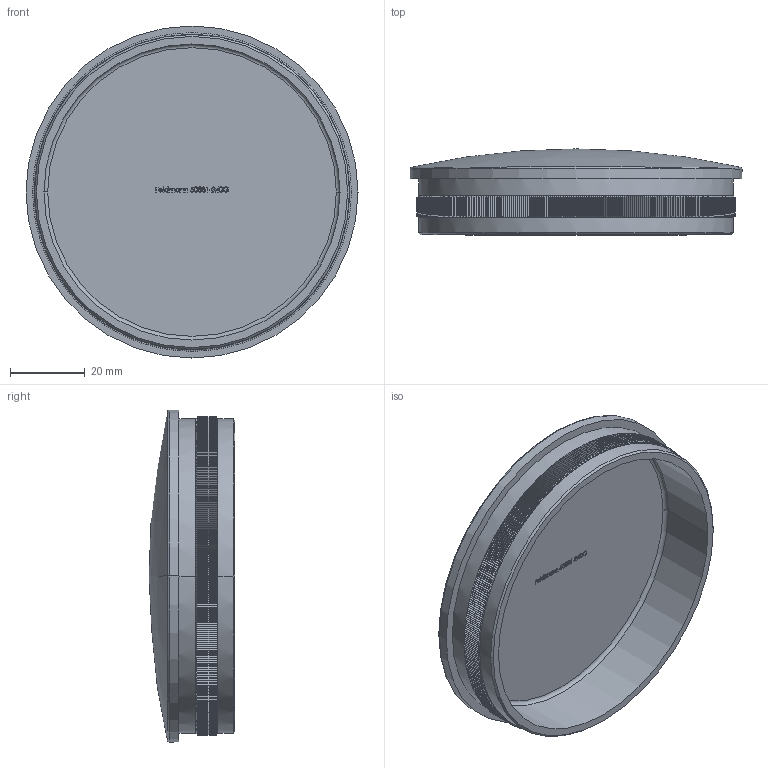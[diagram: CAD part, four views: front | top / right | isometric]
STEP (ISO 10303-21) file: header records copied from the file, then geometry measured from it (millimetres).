
FILE_DESCRIPTION (( 'STEP AP203' ), '1' );
FILE_NAME ('50881-240G.STEP', '2019-05-07T15:00:04', ( '' ), ( '' ), 'SwSTEP 2.0', 'SolidWorks 2015', '' );
FILE_SCHEMA (( 'CONFIG_CONTROL_DESIGN' ));
Length unit declared in the file: millimetre
Products named in the file (1): 50881-240G
Bounding box: 88.9 x 23 x 88.9 mm (x, y, z)
Volume: 39281.7 mm3; surface area: 22450.4 mm2
Topology: 1 solids, 1 shells, 2563 faces, 5742 edges, 3211 vertices
Faces by surface type: plane 1044, cone 922, cylinder 468, bspline 123, torus 4, sphere 2
Entity records: 78047 total; most frequent: CARTESIAN_POINT 24976, ORIENTED_EDGE 11484, DIRECTION 10402, EDGE_CURVE 5742, AXIS2_PLACEMENT_3D 4305, VERTEX_POINT 3211, EDGE_LOOP 2593, ADVANCED_FACE 2563
